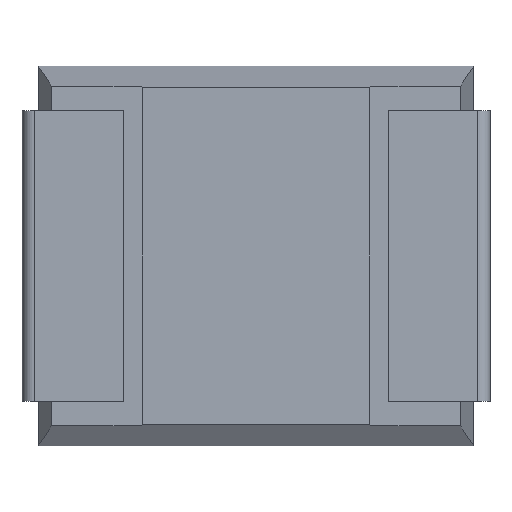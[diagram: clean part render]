
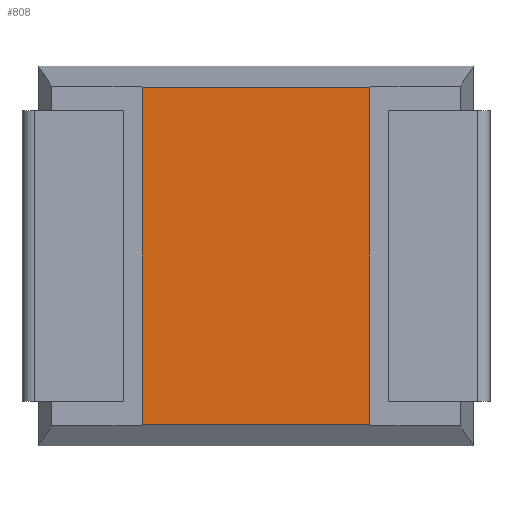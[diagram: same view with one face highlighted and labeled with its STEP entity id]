
A CAD part, front view. The second image highlights one B-rep face of the part: STEP entity #808.
In plain terms, the highlighted planar face has unit normal (0, -1, 0).
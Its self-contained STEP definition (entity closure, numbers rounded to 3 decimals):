
#61 = VERTEX_POINT ( 'NONE', #2596 ) ;
#148 = VERTEX_POINT ( 'NONE', #2097 ) ;
#157 = ORIENTED_EDGE ( 'NONE', *, *, #2385, .T. ) ;
#297 = LINE ( 'NONE', #546, #1463 ) ;
#546 = CARTESIAN_POINT ( 'NONE',  ( 0., 0., -0.171 ) ) ;
#549 = CARTESIAN_POINT ( 'NONE',  ( 2.62, 0., -3. ) ) ;
#694 = VERTEX_POINT ( 'NONE', #1075 ) ;
#758 = CARTESIAN_POINT ( 'NONE',  ( 2.62, 0., -0.171 ) ) ;
#808 = ADVANCED_FACE ( 'NONE', ( #2547 ), #1145, .T. ) ;
#946 = CARTESIAN_POINT ( 'NONE',  ( 0., 0., -2.829 ) ) ;
#974 = EDGE_CURVE ( 'NONE', #61, #2685, #297, .T. ) ;
#1075 = CARTESIAN_POINT ( 'NONE',  ( 0.82, 0., -2.829 ) ) ;
#1128 = LINE ( 'NONE', #549, #3023 ) ;
#1138 = LINE ( 'NONE', #2233, #3489 ) ;
#1145 = PLANE ( 'NONE',  #1934 ) ;
#1243 = EDGE_CURVE ( 'NONE', #694, #61, #1138, .T. ) ;
#1463 = VECTOR ( 'NONE', #1967, 1000. ) ;
#1563 = ORIENTED_EDGE ( 'NONE', *, *, #1243, .F. ) ;
#1679 = DIRECTION ( 'NONE',  ( 0., 0., 1. ) ) ;
#1934 = AXIS2_PLACEMENT_3D ( 'NONE', #2517, #2534, #2568 ) ;
#1951 = ORIENTED_EDGE ( 'NONE', *, *, #974, .F. ) ;
#1967 = DIRECTION ( 'NONE',  ( 1., 0., 0. ) ) ;
#2097 = CARTESIAN_POINT ( 'NONE',  ( 2.62, 0., -2.829 ) ) ;
#2233 = CARTESIAN_POINT ( 'NONE',  ( 0.82, 0., -3. ) ) ;
#2249 = DIRECTION ( 'NONE',  ( 0., 0., 1. ) ) ;
#2385 = EDGE_CURVE ( 'NONE', #148, #2685, #1128, .T. ) ;
#2517 = CARTESIAN_POINT ( 'NONE',  ( 0., 0., 0. ) ) ;
#2534 = DIRECTION ( 'NONE',  ( 0., -1., 0. ) ) ;
#2547 = FACE_OUTER_BOUND ( 'NONE', #2911, .T. ) ;
#2568 = DIRECTION ( 'NONE',  ( 0., 0., -1. ) ) ;
#2596 = CARTESIAN_POINT ( 'NONE',  ( 0.82, 0., -0.171 ) ) ;
#2685 = VERTEX_POINT ( 'NONE', #758 ) ;
#2748 = VECTOR ( 'NONE', #3502, 1000. ) ;
#2911 = EDGE_LOOP ( 'NONE', ( #157, #1951, #1563, #3382 ) ) ;
#3023 = VECTOR ( 'NONE', #1679, 1000. ) ;
#3072 = EDGE_CURVE ( 'NONE', #694, #148, #3243, .T. ) ;
#3243 = LINE ( 'NONE', #946, #2748 ) ;
#3382 = ORIENTED_EDGE ( 'NONE', *, *, #3072, .T. ) ;
#3489 = VECTOR ( 'NONE', #2249, 1000. ) ;
#3502 = DIRECTION ( 'NONE',  ( 1., 0., 0. ) ) ;
